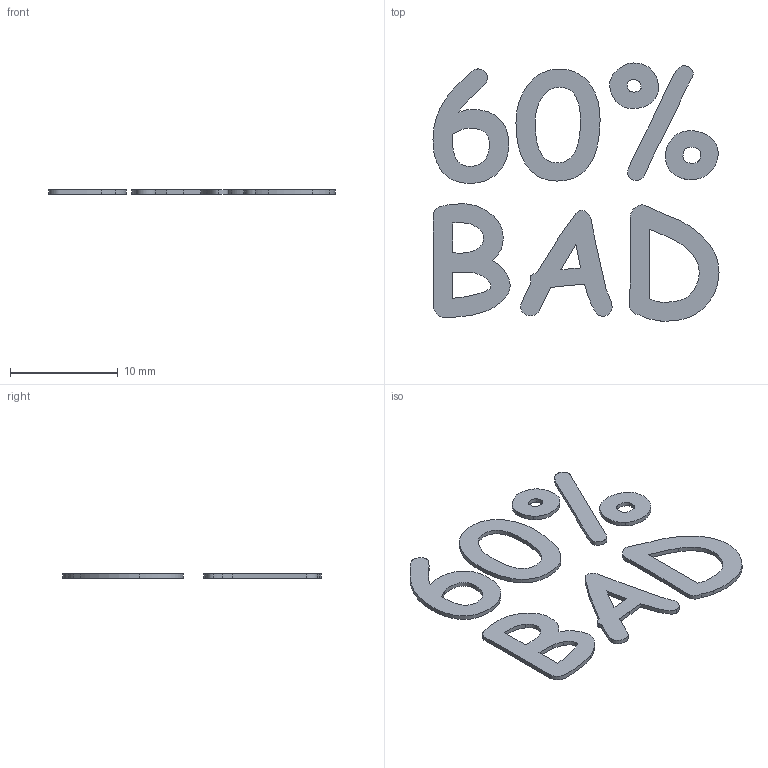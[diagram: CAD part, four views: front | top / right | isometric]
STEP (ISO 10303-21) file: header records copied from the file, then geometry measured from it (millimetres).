
FILE_DESCRIPTION(('HOOPS Exchange Step'),'2;1');
FILE_NAME('temp_export','2023-11-26T13:41:16-05:00',('jscotto'),('Shapr3D Limited'),'HOOPS Exchange 2023.2','Shapr3D','Authorized');
FILE_SCHEMA( ('AUTOMOTIVE_DESIGN { 1 0 10303 214 1 1 1 1 }') );
Length unit declared in the file: millimetre
Products named in the file (1): Cover (Text)
Bounding box: 26.54 x 23.95 x 0.4 mm (x, y, z)
Volume: 104 mm3; surface area: 639.6 mm2
Topology: 8 solids, 8 shells, 108 faces, 276 edges, 184 vertices
Faces by surface type: bspline 86, plane 22
Entity records: 4013 total; most frequent: CARTESIAN_POINT 1935, ORIENTED_EDGE 552, EDGE_CURVE 276, VERTEX_POINT 184, B_SPLINE_CURVE_WITH_KNOTS 172, DIRECTION 150, EDGE_LOOP 124, FACE_BOUND 124
